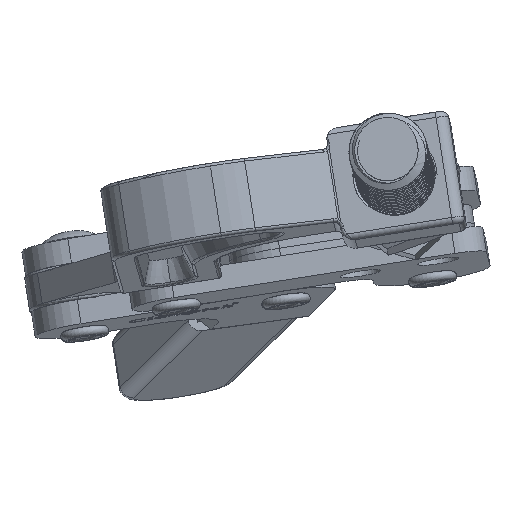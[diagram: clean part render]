
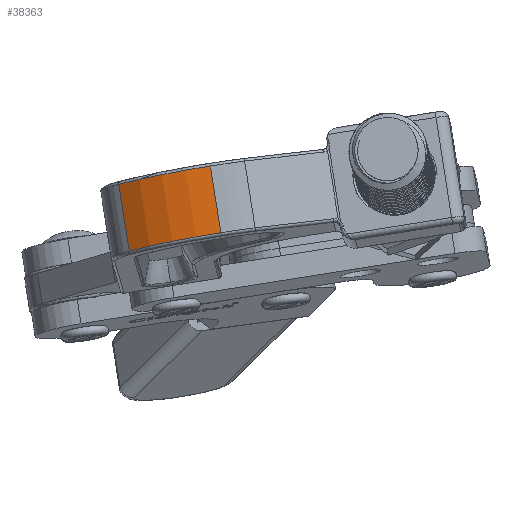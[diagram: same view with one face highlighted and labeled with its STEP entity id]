
A CAD part, left-side view. The second image highlights one B-rep face of the part: STEP entity #38363.
In plain terms, the highlighted cylindrical face has radius 25 mm (diameter 50 mm), a partial arc.
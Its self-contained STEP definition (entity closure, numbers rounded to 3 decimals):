
#681 = EDGE_CURVE ( 'NONE', #28058, #28667, #18959, .T. ) ;
#1605 = DIRECTION ( 'NONE',  ( 0., 0., 1. ) ) ;
#1779 = ORIENTED_EDGE ( 'NONE', *, *, #23042, .T. ) ;
#2065 = EDGE_LOOP ( 'NONE', ( #13533, #34771, #31140, #1779 ) ) ;
#2349 = AXIS2_PLACEMENT_3D ( 'NONE', #16614, #37634, #13476 ) ;
#4934 = CYLINDRICAL_SURFACE ( 'NONE', #2349, 25. ) ;
#5096 = VERTEX_POINT ( 'NONE', #16410 ) ;
#5976 = VECTOR ( 'NONE', #16870, 1000. ) ;
#6527 = CIRCLE ( 'NONE', #23617, 25. ) ;
#8097 = CARTESIAN_POINT ( 'NONE',  ( -1024.643, -765.618, 14.75 ) ) ;
#9646 = CARTESIAN_POINT ( 'NONE',  ( -1044.507, -750.439, 3.75 ) ) ;
#11012 = CARTESIAN_POINT ( 'NONE',  ( -1049.643, -765.618, 18.5 ) ) ;
#11184 = DIRECTION ( 'NONE',  ( 0., 0., -1. ) ) ;
#13476 = DIRECTION ( 'NONE',  ( -1., 0., 0. ) ) ;
#13533 = ORIENTED_EDGE ( 'NONE', *, *, #35690, .F. ) ;
#16410 = CARTESIAN_POINT ( 'NONE',  ( -1049.643, -765.618, 3.75 ) ) ;
#16614 = CARTESIAN_POINT ( 'NONE',  ( -1024.643, -765.618, 18.5 ) ) ;
#16870 = DIRECTION ( 'NONE',  ( 0., 0., -1. ) ) ;
#17334 = VERTEX_POINT ( 'NONE', #9646 ) ;
#17740 = VECTOR ( 'NONE', #33710, 1000. ) ;
#18527 = CARTESIAN_POINT ( 'NONE',  ( -1044.507, -750.439, 18.5 ) ) ;
#18959 = CIRCLE ( 'NONE', #19549, 25. ) ;
#19549 = AXIS2_PLACEMENT_3D ( 'NONE', #8097, #11184, #31084 ) ;
#19565 = CARTESIAN_POINT ( 'NONE',  ( -1024.643, -765.618, 3.75 ) ) ;
#21222 = CARTESIAN_POINT ( 'NONE',  ( -1049.643, -765.618, 14.75 ) ) ;
#22557 = DIRECTION ( 'NONE',  ( -1., 0., 0. ) ) ;
#23042 = EDGE_CURVE ( 'NONE', #17334, #5096, #6527, .T. ) ;
#23617 = AXIS2_PLACEMENT_3D ( 'NONE', #19565, #1605, #22557 ) ;
#25736 = LINE ( 'NONE', #18527, #17740 ) ;
#27012 = CARTESIAN_POINT ( 'NONE',  ( -1044.507, -750.439, 14.75 ) ) ;
#28058 = VERTEX_POINT ( 'NONE', #21222 ) ;
#28667 = VERTEX_POINT ( 'NONE', #27012 ) ;
#28840 = FACE_OUTER_BOUND ( 'NONE', #2065, .T. ) ;
#31084 = DIRECTION ( 'NONE',  ( 1., 0., 0. ) ) ;
#31140 = ORIENTED_EDGE ( 'NONE', *, *, #33524, .T. ) ;
#33524 = EDGE_CURVE ( 'NONE', #28667, #17334, #25736, .T. ) ;
#33710 = DIRECTION ( 'NONE',  ( 0., 0., -1. ) ) ;
#34771 = ORIENTED_EDGE ( 'NONE', *, *, #681, .T. ) ;
#35690 = EDGE_CURVE ( 'NONE', #28058, #5096, #37902, .T. ) ;
#37634 = DIRECTION ( 'NONE',  ( 0., 0., -1. ) ) ;
#37902 = LINE ( 'NONE', #11012, #5976 ) ;
#38363 = ADVANCED_FACE ( 'NONE', ( #28840 ), #4934, .T. ) ;
